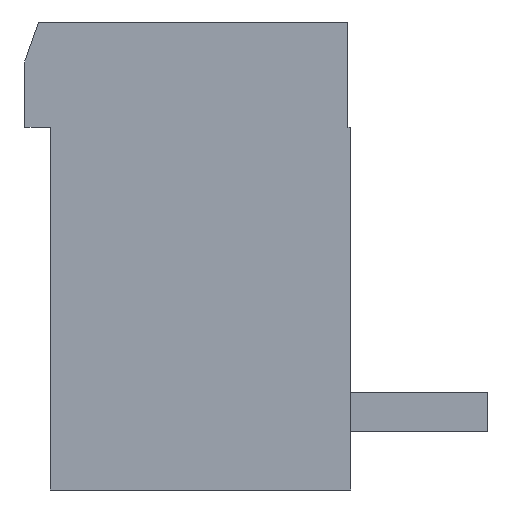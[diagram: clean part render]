
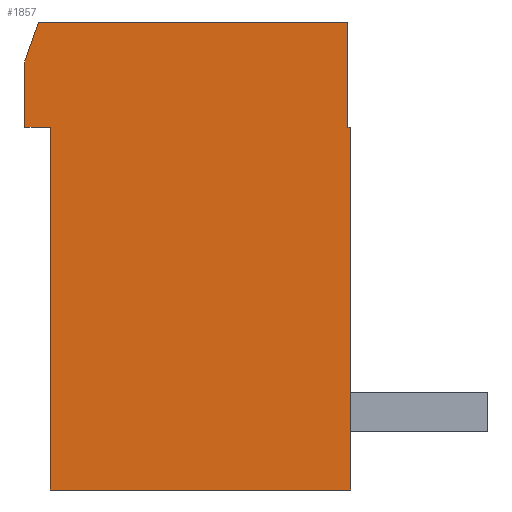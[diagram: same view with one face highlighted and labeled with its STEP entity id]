
A CAD part, left-side view. The second image highlights one B-rep face of the part: STEP entity #1857.
In plain terms, the highlighted planar face has unit normal (-1, 0, 0).
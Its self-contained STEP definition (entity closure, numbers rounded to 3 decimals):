
#72=DIRECTION('',(0.,0.,-1.));
#73=VECTOR('',#72,9.3);
#74=CARTESIAN_POINT('',(-11.,-3.85,-2.7));
#75=LINE('',#74,#73);
#76=DIRECTION('',(0.,1.,0.));
#77=VECTOR('',#76,7.7);
#78=CARTESIAN_POINT('',(-11.,-3.85,-12.));
#79=LINE('',#78,#77);
#80=DIRECTION('',(0.,0.,1.));
#81=VECTOR('',#80,9.3);
#82=CARTESIAN_POINT('',(-11.,3.85,-12.));
#83=LINE('',#82,#81);
#84=DIRECTION('',(0.,1.,0.));
#85=VECTOR('',#84,0.65);
#86=CARTESIAN_POINT('',(-11.,3.85,-2.7));
#87=LINE('',#86,#85);
#88=DIRECTION('',(0.,0.,1.));
#89=VECTOR('',#88,1.7);
#90=CARTESIAN_POINT('',(-11.,4.5,-2.7));
#91=LINE('',#90,#89);
#92=DIRECTION('',(0.,-0.33,0.944));
#93=VECTOR('',#92,1.059);
#94=CARTESIAN_POINT('',(-11.,4.5,-1.));
#95=LINE('',#94,#93);
#96=DIRECTION('',(0.,-1.,0.));
#97=VECTOR('',#96,7.93);
#98=CARTESIAN_POINT('',(-11.,4.15,0.));
#99=LINE('',#98,#97);
#100=DIRECTION('',(0.,0.,-1.));
#101=VECTOR('',#100,2.7);
#102=CARTESIAN_POINT('',(-11.,-3.78,0.));
#103=LINE('',#102,#101);
#104=DIRECTION('',(0.,-1.,0.));
#105=VECTOR('',#104,0.07);
#106=CARTESIAN_POINT('',(-11.,-3.78,-2.7));
#107=LINE('',#106,#105);
#1404=CARTESIAN_POINT('',(-11.,-3.85,-2.7));
#1405=CARTESIAN_POINT('',(-11.,-3.85,-12.));
#1406=VERTEX_POINT('',#1404);
#1407=VERTEX_POINT('',#1405);
#1408=CARTESIAN_POINT('',(-11.,3.85,-12.));
#1409=VERTEX_POINT('',#1408);
#1410=CARTESIAN_POINT('',(-11.,3.85,-2.7));
#1411=VERTEX_POINT('',#1410);
#1412=CARTESIAN_POINT('',(-11.,4.5,-2.7));
#1413=VERTEX_POINT('',#1412);
#1414=CARTESIAN_POINT('',(-11.,4.5,-1.));
#1415=VERTEX_POINT('',#1414);
#1416=CARTESIAN_POINT('',(-11.,4.15,0.));
#1417=VERTEX_POINT('',#1416);
#1418=CARTESIAN_POINT('',(-11.,-3.78,0.));
#1419=VERTEX_POINT('',#1418);
#1764=CARTESIAN_POINT('',(-11.,-3.78,-2.7));
#1765=VERTEX_POINT('',#1764);
#1832=CARTESIAN_POINT('',(-11.,0.,0.));
#1833=DIRECTION('',(1.,0.,0.));
#1834=DIRECTION('',(0.,0.,-1.));
#1835=AXIS2_PLACEMENT_3D('',#1832,#1833,#1834);
#1836=PLANE('',#1835);
#1838=ORIENTED_EDGE('',*,*,#1837,.T.);
#1840=ORIENTED_EDGE('',*,*,#1839,.T.);
#1842=ORIENTED_EDGE('',*,*,#1841,.T.);
#1844=ORIENTED_EDGE('',*,*,#1843,.T.);
#1846=ORIENTED_EDGE('',*,*,#1845,.T.);
#1848=ORIENTED_EDGE('',*,*,#1847,.T.);
#1850=ORIENTED_EDGE('',*,*,#1849,.T.);
#1852=ORIENTED_EDGE('',*,*,#1851,.T.);
#1854=ORIENTED_EDGE('',*,*,#1853,.T.);
#1855=EDGE_LOOP('',(#1838,#1840,#1842,#1844,#1846,#1848,#1850,#1852,#1854));
#1856=FACE_OUTER_BOUND('',#1855,.F.);
#1857=ADVANCED_FACE('',(#1856),#1836,.F.);
#1837=EDGE_CURVE('',#1406,#1407,#75,.T.);
#1839=EDGE_CURVE('',#1407,#1409,#79,.T.);
#1841=EDGE_CURVE('',#1409,#1411,#83,.T.);
#1843=EDGE_CURVE('',#1411,#1413,#87,.T.);
#1845=EDGE_CURVE('',#1413,#1415,#91,.T.);
#1847=EDGE_CURVE('',#1415,#1417,#95,.T.);
#1849=EDGE_CURVE('',#1417,#1419,#99,.T.);
#1851=EDGE_CURVE('',#1419,#1765,#103,.T.);
#1853=EDGE_CURVE('',#1765,#1406,#107,.T.);
